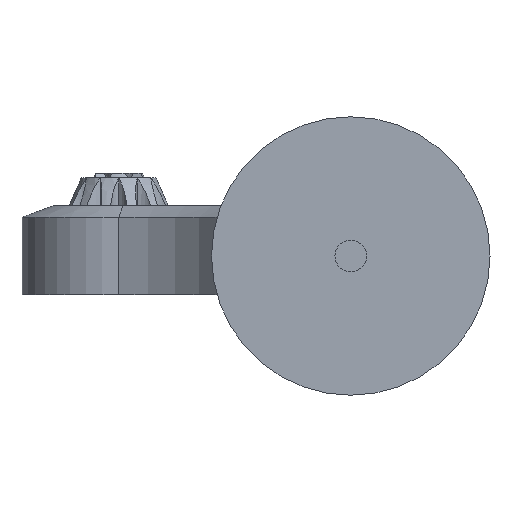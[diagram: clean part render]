
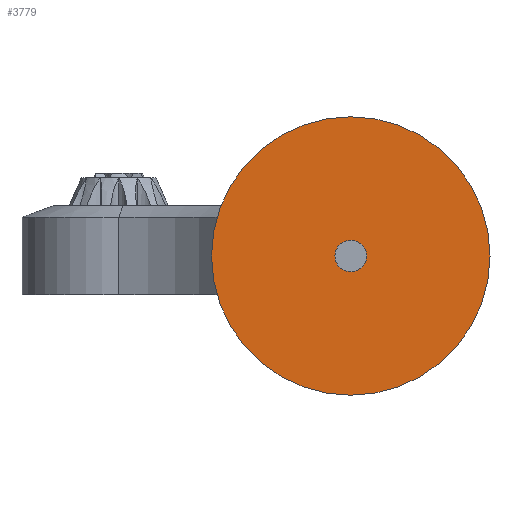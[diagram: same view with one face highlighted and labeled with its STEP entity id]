
A CAD part, front view. The second image highlights one B-rep face of the part: STEP entity #3779.
In plain terms, the highlighted planar face has unit normal (0, -1, 0).
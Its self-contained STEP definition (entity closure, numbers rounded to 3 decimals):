
#57 = ORIENTED_EDGE ( 'NONE', *, *, #1731, .F. ) ;
#71 = DIRECTION ( 'NONE',  ( 0., 0., 1. ) ) ;
#123 = VERTEX_POINT ( 'NONE', #1187 ) ;
#307 = DIRECTION ( 'NONE',  ( 0., -1., 0. ) ) ;
#574 = DIRECTION ( 'NONE',  ( 0., 1., 0. ) ) ;
#766 = ORIENTED_EDGE ( 'NONE', *, *, #3485, .F. ) ;
#845 = CARTESIAN_POINT ( 'NONE',  ( 0., 0., 90. ) ) ;
#980 = VERTEX_POINT ( 'NONE', #845 ) ;
#1187 = CARTESIAN_POINT ( 'NONE',  ( 0., 0., 10.25 ) ) ;
#1321 = CARTESIAN_POINT ( 'NONE',  ( 0., 0., -90. ) ) ;
#1360 = CIRCLE ( 'NONE', #3500, 10.25 ) ;
#1429 = DIRECTION ( 'NONE',  ( 0., -1., 0. ) ) ;
#1431 = AXIS2_PLACEMENT_3D ( 'NONE', #2879, #1429, #2623 ) ;
#1454 = DIRECTION ( 'NONE',  ( 0., 1., 0. ) ) ;
#1513 = CARTESIAN_POINT ( 'NONE',  ( 0., 0., 0. ) ) ;
#1731 = EDGE_CURVE ( 'NONE', #123, #2682, #3088, .T. ) ;
#1955 = EDGE_LOOP ( 'NONE', ( #3418, #766 ) ) ;
#2209 = CIRCLE ( 'NONE', #2267, 90. ) ;
#2267 = AXIS2_PLACEMENT_3D ( 'NONE', #3723, #1454, #2614 ) ;
#2380 = AXIS2_PLACEMENT_3D ( 'NONE', #2690, #2715, #71 ) ;
#2588 = EDGE_CURVE ( 'NONE', #2682, #123, #1360, .T. ) ;
#2614 = DIRECTION ( 'NONE',  ( 0., 0., 1. ) ) ;
#2623 = DIRECTION ( 'NONE',  ( 0., 0., -1. ) ) ;
#2634 = FACE_OUTER_BOUND ( 'NONE', #1955, .T. ) ;
#2635 = CIRCLE ( 'NONE', #3253, 90. ) ;
#2682 = VERTEX_POINT ( 'NONE', #3272 ) ;
#2690 = CARTESIAN_POINT ( 'NONE',  ( 0., 0., 0. ) ) ;
#2715 = DIRECTION ( 'NONE',  ( 0., 1., 0. ) ) ;
#2777 = VERTEX_POINT ( 'NONE', #1321 ) ;
#2876 = ORIENTED_EDGE ( 'NONE', *, *, #2588, .F. ) ;
#2879 = CARTESIAN_POINT ( 'NONE',  ( 0., 0., 0. ) ) ;
#2927 = FACE_BOUND ( 'NONE', #3492, .T. ) ;
#3088 = CIRCLE ( 'NONE', #1431, 10.25 ) ;
#3189 = CARTESIAN_POINT ( 'NONE',  ( 0., 0., 0. ) ) ;
#3233 = PLANE ( 'NONE',  #2380 ) ;
#3253 = AXIS2_PLACEMENT_3D ( 'NONE', #3189, #574, #3498 ) ;
#3272 = CARTESIAN_POINT ( 'NONE',  ( 0., 0., -10.25 ) ) ;
#3418 = ORIENTED_EDGE ( 'NONE', *, *, #3664, .F. ) ;
#3485 = EDGE_CURVE ( 'NONE', #980, #2777, #2635, .T. ) ;
#3492 = EDGE_LOOP ( 'NONE', ( #2876, #57 ) ) ;
#3498 = DIRECTION ( 'NONE',  ( 0., 0., 1. ) ) ;
#3500 = AXIS2_PLACEMENT_3D ( 'NONE', #1513, #307, #3505 ) ;
#3505 = DIRECTION ( 'NONE',  ( 0., 0., -1. ) ) ;
#3664 = EDGE_CURVE ( 'NONE', #2777, #980, #2209, .T. ) ;
#3723 = CARTESIAN_POINT ( 'NONE',  ( 0., 0., 0. ) ) ;
#3779 = ADVANCED_FACE ( 'NONE', ( #2927, #2634 ), #3233, .F. ) ;
